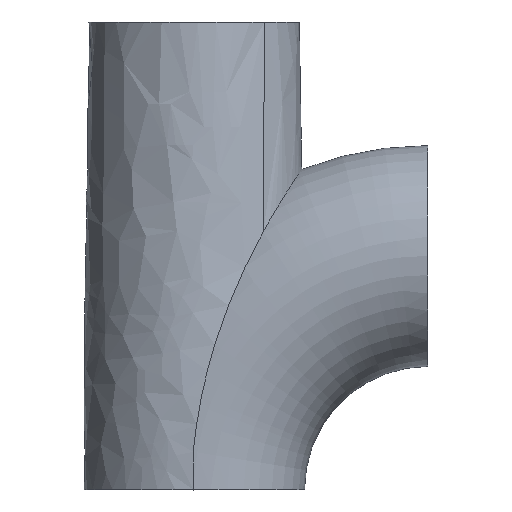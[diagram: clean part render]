
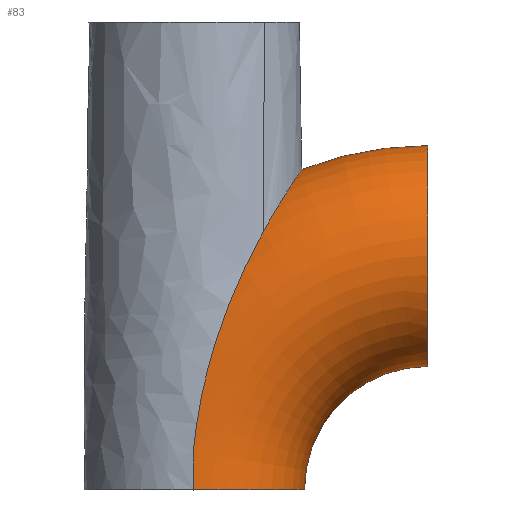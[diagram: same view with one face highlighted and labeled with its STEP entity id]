
A CAD part, top view. The second image highlights one B-rep face of the part: STEP entity #83.
In plain terms, the highlighted toroidal (fillet/blend) face has major radius 90 mm and minor radius 42.5 mm.
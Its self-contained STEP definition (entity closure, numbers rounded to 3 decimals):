
#6 = CARTESIAN_POINT ( 'NONE',  ( 90., 47.5, 0. ) ) ;
#11 = ORIENTED_EDGE ( 'NONE', *, *, #418, .F. ) ;
#25 = CARTESIAN_POINT ( 'NONE',  ( 34.795, 113.188, 22.749 ) ) ;
#32 = CARTESIAN_POINT ( 'NONE',  ( 42.5, 0., 0. ) ) ;
#54 = CARTESIAN_POINT ( 'NONE',  ( 7.704, 55.181, 41.549 ) ) ;
#63 = CARTESIAN_POINT ( 'NONE',  ( 0., 0., 0. ) ) ;
#64 = B_SPLINE_CURVE_WITH_KNOTS ( 'NONE', 3,
 ( #1151, #853, #1256, #365, #1161, #258, #666, #346, #321, #640, #427, #722, #731, #950, #823, #1221, #220, #629, #1023, #533, #25, #1127, #432, #1033, #826, #744, #1144, #227, #138, #133 ),
 .UNSPECIFIED., .F., .F.,
 ( 4, 2, 2, 2, 2, 2, 2, 2, 2, 2, 2, 2, 2, 2, 4 ),
 ( 0.162, 0.164, 0.165, 0.168, 0.171, 0.172, 0.174, 0.18, 0.183, 0.185, 0.191, 0.194, 0.197, 0.203, 0.208 ),
 .UNSPECIFIED. ) ;
#80 = CARTESIAN_POINT ( 'NONE',  ( -0.379, 14.569, 42.472 ) ) ;
#82 = CARTESIAN_POINT ( 'NONE',  ( 90., 0., 0. ) ) ;
#83 = ADVANCED_FACE ( 'NONE', ( #1274 ), #462, .T. ) ;
#89 = ORIENTED_EDGE ( 'NONE', *, *, #153, .T. ) ;
#102 = CARTESIAN_POINT ( 'NONE',  ( -0.157, 16.456, 42.469 ) ) ;
#110 = CARTESIAN_POINT ( 'NONE',  ( 0.535, 22.114, 42.447 ) ) ;
#111 = VERTEX_POINT ( 'NONE', #973 ) ;
#133 = CARTESIAN_POINT ( 'NONE',  ( 26.57, 99.213, 32.184 ) ) ;
#138 = CARTESIAN_POINT ( 'NONE',  ( 27.398, 100.72, 31.474 ) ) ;
#153 = EDGE_CURVE ( 'NONE', #514, #985, #1083, .T. ) ;
#154 = CARTESIAN_POINT ( 'NONE',  ( 13.955, 72.782, 39.712 ) ) ;
#162 = CARTESIAN_POINT ( 'NONE',  ( 19.997, 86.433, 36.839 ) ) ;
#220 = CARTESIAN_POINT ( 'NONE',  ( 37.68, 117.698, 17.358 ) ) ;
#227 = CARTESIAN_POINT ( 'NONE',  ( 28.231, 102.2, 30.706 ) ) ;
#233 = EDGE_CURVE ( 'NONE', #687, #514, #361, .T. ) ;
#254 = CARTESIAN_POINT ( 'NONE',  ( 18.814, 83.91, 37.484 ) ) ;
#258 = CARTESIAN_POINT ( 'NONE',  ( 41.222, 123.023, 3.804 ) ) ;
#262 = CARTESIAN_POINT ( 'NONE',  ( 3.833, 40.704, 42.184 ) ) ;
#265 = VERTEX_POINT ( 'NONE', #481 ) ;
#268 = DIRECTION ( 'NONE',  ( 0., 0., 1. ) ) ;
#290 = CARTESIAN_POINT ( 'NONE',  ( 0.792, 23.997, 42.435 ) ) ;
#292 = VERTEX_POINT ( 'NONE', #1171 ) ;
#321 = CARTESIAN_POINT ( 'NONE',  ( 40.728, 122.293, 7.482 ) ) ;
#336 = EDGE_CURVE ( 'NONE', #265, #292, #993, .T. ) ;
#346 = CARTESIAN_POINT ( 'NONE',  ( 40.88, 122.519, 6.576 ) ) ;
#361 = CIRCLE ( 'NONE', #855, 42.5 ) ;
#365 = CARTESIAN_POINT ( 'NONE',  ( 41.343, 123.2, 1.906 ) ) ;
#368 = CARTESIAN_POINT ( 'NONE',  ( 17.649, 81.362, 38.081 ) ) ;
#376 = CARTESIAN_POINT ( 'NONE',  ( 2.3, 33.335, 42.341 ) ) ;
#381 = DIRECTION ( 'NONE',  ( -1., 0., 0. ) ) ;
#397 = ORIENTED_EDGE ( 'NONE', *, *, #1068, .T. ) ;
#411 = CIRCLE ( 'NONE', #686, 42.5 ) ;
#418 = EDGE_CURVE ( 'NONE', #111, #694, #519, .T. ) ;
#427 = CARTESIAN_POINT ( 'NONE',  ( 40.361, 121.749, 9.267 ) ) ;
#432 = CARTESIAN_POINT ( 'NONE',  ( 33.204, 110.617, 25.043 ) ) ;
#458 = CARTESIAN_POINT ( 'NONE',  ( -0.379, 0., 42.497 ) ) ;
#462 = TOROIDAL_SURFACE ( 'NONE', #789, 90., 42.5 ) ;
#465 = CARTESIAN_POINT ( 'NONE',  ( -0.379, 0., 42.497 ) ) ;
#469 = ORIENTED_EDGE ( 'NONE', *, *, #233, .T. ) ;
#481 = CARTESIAN_POINT ( 'NONE',  ( 26.57, 99.213, 32.184 ) ) ;
#514 = VERTEX_POINT ( 'NONE', #32 ) ;
#519 = CIRCLE ( 'NONE', #913, 132.5 ) ;
#533 = CARTESIAN_POINT ( 'NONE',  ( 35.56, 114.4, 21.508 ) ) ;
#555 = CARTESIAN_POINT ( 'NONE',  ( 20.798, 88.092, 36.369 ) ) ;
#562 = CARTESIAN_POINT ( 'NONE',  ( 11.276, 65.808, 40.63 ) ) ;
#582 = CARTESIAN_POINT ( 'NONE',  ( 23.231, 92.992, 34.827 ) ) ;
#629 = CARTESIAN_POINT ( 'NONE',  ( 37.003, 116.653, 18.795 ) ) ;
#640 = CARTESIAN_POINT ( 'NONE',  ( 40.458, 121.893, 8.823 ) ) ;
#646 = B_SPLINE_CURVE_WITH_KNOTS ( 'NONE', 3,
 ( #80, #1264, #860, #458 ),
 .UNSPECIFIED., .F., .F.,
 ( 4, 4 ),
 ( 0., 1. ),
 .UNSPECIFIED. ) ;
#661 = CARTESIAN_POINT ( 'NONE',  ( 15.382, 76.236, 39.15 ) ) ;
#666 = CARTESIAN_POINT ( 'NONE',  ( 41.128, 122.884, 4.736 ) ) ;
#668 = DIRECTION ( 'NONE',  ( 0., 0., -1. ) ) ;
#673 = CARTESIAN_POINT ( 'NONE',  ( 90., 132.5, 0. ) ) ;
#680 = CARTESIAN_POINT ( 'NONE',  ( 90., 0., 0. ) ) ;
#685 = DIRECTION ( 'NONE',  ( -1., 0., 0. ) ) ;
#686 = AXIS2_PLACEMENT_3D ( 'NONE', #977, #753, #268 ) ;
#687 = VERTEX_POINT ( 'NONE', #465 ) ;
#690 = EDGE_CURVE ( 'NONE', #694, #985, #411, .T. ) ;
#692 = AXIS2_PLACEMENT_3D ( 'NONE', #680, #668, #381 ) ;
#694 = VERTEX_POINT ( 'NONE', #673 ) ;
#722 = CARTESIAN_POINT ( 'NONE',  ( 40.154, 121.441, 10.149 ) ) ;
#731 = CARTESIAN_POINT ( 'NONE',  ( 40.044, 121.277, 10.585 ) ) ;
#744 = CARTESIAN_POINT ( 'NONE',  ( 30.731, 106.517, 28.126 ) ) ;
#753 = DIRECTION ( 'NONE',  ( 1., 0., 0. ) ) ;
#762 = CARTESIAN_POINT ( 'NONE',  ( 18.422, 83.062, 37.69 ) ) ;
#769 = EDGE_CURVE ( 'NONE', #111, #265, #64, .T. ) ;
#770 = CARTESIAN_POINT ( 'NONE',  ( 1.638, 29.618, 42.388 ) ) ;
#771 = ORIENTED_EDGE ( 'NONE', *, *, #690, .F. ) ;
#776 = CARTESIAN_POINT ( 'NONE',  ( 90., 0., 0. ) ) ;
#789 = AXIS2_PLACEMENT_3D ( 'NONE', #776, #953, #685 ) ;
#823 = CARTESIAN_POINT ( 'NONE',  ( 38.923, 119.595, 14.337 ) ) ;
#826 = CARTESIAN_POINT ( 'NONE',  ( 31.973, 108.592, 26.639 ) ) ;
#853 = CARTESIAN_POINT ( 'NONE',  ( 41.384, 123.259, 0.475 ) ) ;
#855 = AXIS2_PLACEMENT_3D ( 'NONE', #63, #1156, #1074 ) ;
#856 = CARTESIAN_POINT ( 'NONE',  ( 6.638, 51.594, 41.757 ) ) ;
#860 = CARTESIAN_POINT ( 'NONE',  ( -0.388, 4.856, 42.492 ) ) ;
#870 = CARTESIAN_POINT ( 'NONE',  ( 24.891, 96.159, 33.623 ) ) ;
#876 = CARTESIAN_POINT ( 'NONE',  ( 26.57, 99.213, 32.184 ) ) ;
#882 = DIRECTION ( 'NONE',  ( -1., 0., 0. ) ) ;
#909 = CARTESIAN_POINT ( 'NONE',  ( -0.379, 14.569, 42.472 ) ) ;
#913 = AXIS2_PLACEMENT_3D ( 'NONE', #82, #1196, #882 ) ;
#950 = CARTESIAN_POINT ( 'NONE',  ( 39.469, 120.417, 12.729 ) ) ;
#953 = DIRECTION ( 'NONE',  ( 0., 0., -1. ) ) ;
#959 = CARTESIAN_POINT ( 'NONE',  ( 10.023, 62.288, 40.985 ) ) ;
#973 = CARTESIAN_POINT ( 'NONE',  ( 41.384, 123.259, 0. ) ) ;
#977 = CARTESIAN_POINT ( 'NONE',  ( 90., 90., 0. ) ) ;
#985 = VERTEX_POINT ( 'NONE', #6 ) ;
#993 = B_SPLINE_CURVE_WITH_KNOTS ( 'NONE', 3,
 ( #876, #870, #582, #555, #162, #254, #762, #368, #1058, #661, #154, #562, #959, #54, #856, #1164, #262, #376, #770, #290, #110, #1203, #102, #909 ),
 .UNSPECIFIED., .F., .F.,
 ( 4, 2, 2, 2, 2, 2, 2, 2, 2, 2, 2, 4 ),
 ( 0.208, 0.22, 0.226, 0.229, 0.232, 0.243, 0.255, 0.267, 0.278, 0.29, 0.296, 0.302 ),
 .UNSPECIFIED. ) ;
#1023 = CARTESIAN_POINT ( 'NONE',  ( 36.649, 116.103, 19.494 ) ) ;
#1033 = CARTESIAN_POINT ( 'NONE',  ( 32.387, 109.277, 26.121 ) ) ;
#1058 = CARTESIAN_POINT ( 'NONE',  ( 17.267, 80.509, 38.267 ) ) ;
#1068 = EDGE_CURVE ( 'NONE', #292, #687, #646, .T. ) ;
#1074 = DIRECTION ( 'NONE',  ( 0., 0., 1. ) ) ;
#1083 = CIRCLE ( 'NONE', #692, 47.5 ) ;
#1112 = ORIENTED_EDGE ( 'NONE', *, *, #336, .T. ) ;
#1127 = CARTESIAN_POINT ( 'NONE',  ( 33.607, 111.272, 24.485 ) ) ;
#1144 = CARTESIAN_POINT ( 'NONE',  ( 29.898, 105.098, 29.032 ) ) ;
#1151 = CARTESIAN_POINT ( 'NONE',  ( 41.384, 123.259, 0. ) ) ;
#1156 = DIRECTION ( 'NONE',  ( 0., 1., 0. ) ) ;
#1161 = CARTESIAN_POINT ( 'NONE',  ( 41.319, 123.164, 2.384 ) ) ;
#1164 = CARTESIAN_POINT ( 'NONE',  ( 4.702, 44.356, 42.075 ) ) ;
#1171 = CARTESIAN_POINT ( 'NONE',  ( -0.379, 14.569, 42.472 ) ) ;
#1196 = DIRECTION ( 'NONE',  ( 0., 0., -1. ) ) ;
#1197 = ORIENTED_EDGE ( 'NONE', *, *, #769, .T. ) ;
#1203 = CARTESIAN_POINT ( 'NONE',  ( 0.059, 18.344, 42.463 ) ) ;
#1221 = CARTESIAN_POINT ( 'NONE',  ( 38.003, 118.193, 16.62 ) ) ;
#1256 = CARTESIAN_POINT ( 'NONE',  ( 41.376, 123.247, 0.951 ) ) ;
#1264 = CARTESIAN_POINT ( 'NONE',  ( -0.387, 9.713, 42.485 ) ) ;
#1274 = FACE_OUTER_BOUND ( 'NONE', #1280, .T. ) ;
#1280 = EDGE_LOOP ( 'NONE', ( #11, #1197, #1112, #397, #469, #89, #771 ) ) ;
